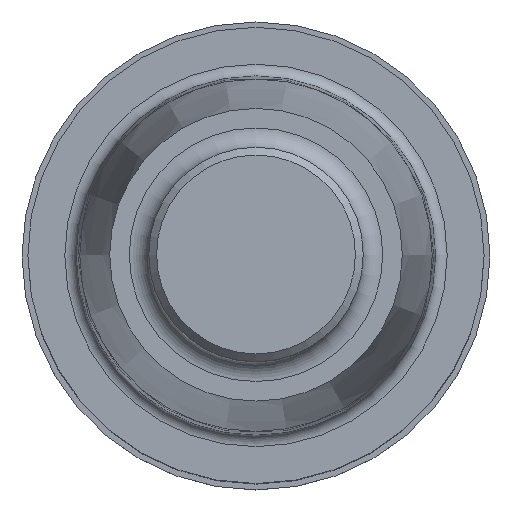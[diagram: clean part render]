
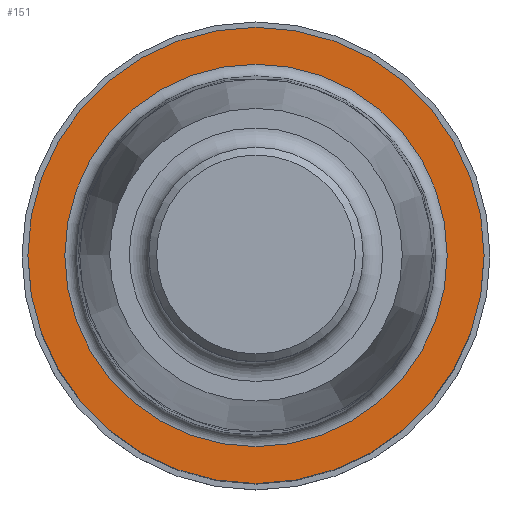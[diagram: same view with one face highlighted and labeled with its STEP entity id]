
A CAD part, top view. The second image highlights one B-rep face of the part: STEP entity #151.
In plain terms, the highlighted planar face has unit normal (0, 0, 1).
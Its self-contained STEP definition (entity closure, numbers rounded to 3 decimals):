
#128=FACE_BOUND('',#174,.T.);
#129=FACE_BOUND('',#175,.T.);
#151=ADVANCED_FACE('',(#128,#129),#164,.T.);
#164=PLANE('',#263);
#174=EDGE_LOOP('',(#198));
#175=EDGE_LOOP('',(#199));
#198=ORIENTED_EDGE('',*,*,#234,.T.);
#199=ORIENTED_EDGE('',*,*,#233,.F.);
#220=VERTEX_POINT('',#344);
#221=VERTEX_POINT('',#347);
#233=EDGE_CURVE('',#220,#220,#245,.T.);
#234=EDGE_CURVE('',#221,#221,#246,.T.);
#245=CIRCLE('',#260,5.85);
#246=CIRCLE('',#262,4.904);
#260=AXIS2_PLACEMENT_3D('',#343,#292,#293);
#262=AXIS2_PLACEMENT_3D('',#346,#296,#297);
#263=AXIS2_PLACEMENT_3D('',#348,#298,#299);
#292=DIRECTION('',(0.,0.,-1.));
#293=DIRECTION('',(-1.,0.,0.));
#296=DIRECTION('',(0.,0.,-1.));
#297=DIRECTION('',(-1.,0.,0.));
#298=DIRECTION('',(0.,0.,1.));
#299=DIRECTION('',(1.,0.,0.));
#343=CARTESIAN_POINT('',(0.,0.,0.));
#344=CARTESIAN_POINT('',(-5.85,0.,0.));
#346=CARTESIAN_POINT('',(0.,0.,0.));
#347=CARTESIAN_POINT('',(-4.904,0.,0.));
#348=CARTESIAN_POINT('',(0.,5.85,0.));
